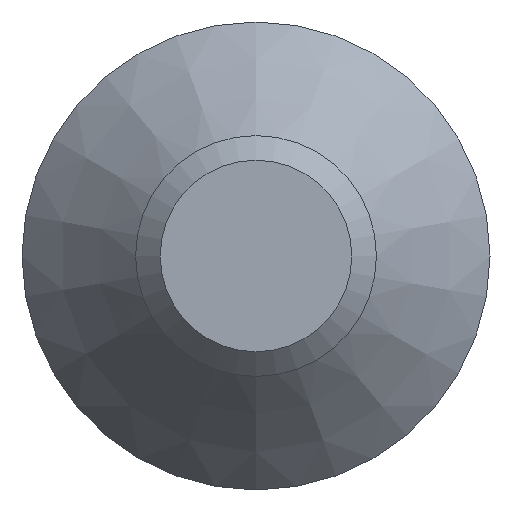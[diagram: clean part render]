
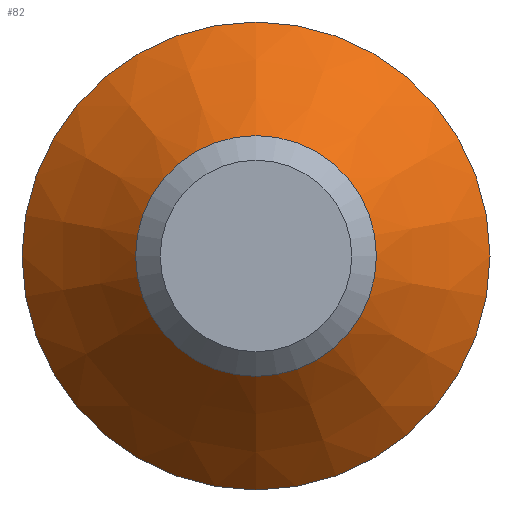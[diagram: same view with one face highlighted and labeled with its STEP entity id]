
A CAD part, front view. The second image highlights one B-rep face of the part: STEP entity #82.
In plain terms, the highlighted conical face has half-angle 41.424 degrees and reference radius 2.915 mm.
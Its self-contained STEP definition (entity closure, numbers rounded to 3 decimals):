
#82 = ADVANCED_FACE( '', ( #107, #108 ), #109, .T. );
#107 = FACE_BOUND( '', #138, .T. );
#108 = FACE_OUTER_BOUND( '', #139, .T. );
#109 = CONICAL_SURFACE( '', #140, 2.915, 0.723 );
#138 = EDGE_LOOP( '', ( #194 ) );
#139 = EDGE_LOOP( '', ( #195 ) );
#140 = AXIS2_PLACEMENT_3D( '', #196, #197, #198 );
#194 = ORIENTED_EDGE( '', *, *, #251, .F. );
#195 = ORIENTED_EDGE( '', *, *, #236, .T. );
#196 = CARTESIAN_POINT( '', ( 0., 9.904, 0. ) );
#197 = DIRECTION( '', ( 0., 1., 0. ) );
#198 = DIRECTION( '', ( 0., 0., 1. ) );
#236 = EDGE_CURVE( '', #259, #259, #260, .T. );
#251 = EDGE_CURVE( '', #287, #287, #288, .T. );
#259 = VERTEX_POINT( '', #299 );
#260 = CIRCLE( '', #300, 2.915 );
#287 = VERTEX_POINT( '', #338 );
#288 = CIRCLE( '', #339, 1.5 );
#299 = CARTESIAN_POINT( '', ( 0., 9.904, -2.915 ) );
#300 = AXIS2_PLACEMENT_3D( '', #357, #358, #359 );
#338 = CARTESIAN_POINT( '', ( 0., 8.3, -1.5 ) );
#339 = AXIS2_PLACEMENT_3D( '', #380, #381, #382 );
#357 = CARTESIAN_POINT( '', ( 0., 9.904, 0. ) );
#358 = DIRECTION( '', ( 0., -1., 0. ) );
#359 = DIRECTION( '', ( 0., 0., -1. ) );
#380 = CARTESIAN_POINT( '', ( 0., 8.3, 0. ) );
#381 = DIRECTION( '', ( 0., -1., 0. ) );
#382 = DIRECTION( '', ( 0., 0., -1. ) );
